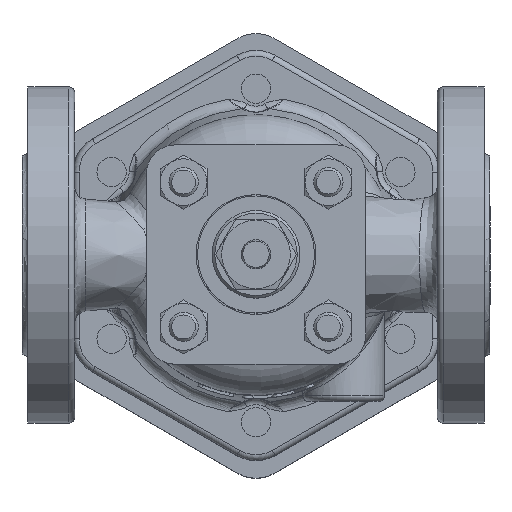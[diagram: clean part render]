
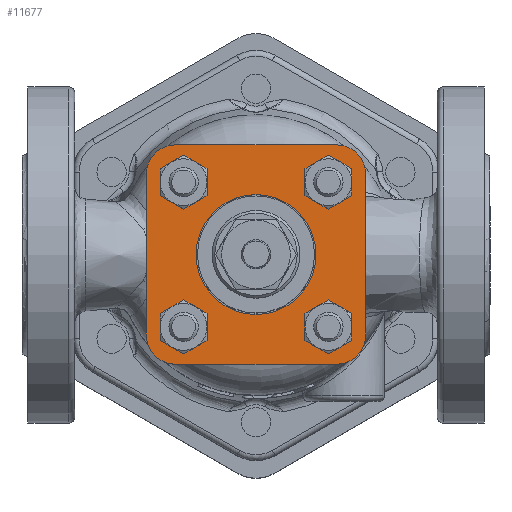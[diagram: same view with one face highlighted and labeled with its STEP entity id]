
A CAD part, top view. The second image highlights one B-rep face of the part: STEP entity #11677.
In plain terms, the highlighted planar face has unit normal (0, 0, 1).
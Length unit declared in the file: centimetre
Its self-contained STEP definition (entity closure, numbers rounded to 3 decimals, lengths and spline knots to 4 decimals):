
#1202=LINE('',#28430,#1792);
#1204=LINE('',#28433,#1794);
#1206=LINE('',#28436,#1796);
#1207=LINE('',#28438,#1797);
#1792=VECTOR('',#15508,5.5);
#1794=VECTOR('',#15512,5.5);
#1796=VECTOR('',#15516,5.5);
#1797=VECTOR('',#15519,5.5);
#2064=PLANE('',#12762);
#2423=FACE_BOUND('',#4199,.T.);
#2424=FACE_BOUND('',#4200,.T.);
#2425=FACE_BOUND('',#4201,.T.);
#2426=FACE_BOUND('',#4202,.T.);
#2427=FACE_BOUND('',#4203,.T.);
#3264=FACE_OUTER_BOUND('',#4198,.T.);
#4198=EDGE_LOOP('',(#10617,#10618,#10619,#10620,#10621,#10622,#10623,#10624));
#4199=EDGE_LOOP('',(#10625));
#4200=EDGE_LOOP('',(#10626));
#4201=EDGE_LOOP('',(#10627));
#4202=EDGE_LOOP('',(#10628));
#4203=EDGE_LOOP('',(#10629));
#4747=CIRCLE('',#12748,1.);
#4749=CIRCLE('',#12751,1.);
#4751=CIRCLE('',#12754,1.);
#4753=CIRCLE('',#12757,1.);
#4754=CIRCLE('',#12763,0.55);
#4755=CIRCLE('',#12764,0.55);
#4756=CIRCLE('',#12765,0.55);
#4757=CIRCLE('',#12766,0.55);
#4758=CIRCLE('',#12767,2.05);
#5802=VERTEX_POINT('',#28396);
#5803=VERTEX_POINT('',#28398);
#5806=VERTEX_POINT('',#28405);
#5807=VERTEX_POINT('',#28407);
#5810=VERTEX_POINT('',#28414);
#5811=VERTEX_POINT('',#28416);
#5814=VERTEX_POINT('',#28423);
#5815=VERTEX_POINT('',#28425);
#5816=VERTEX_POINT('',#28441);
#5817=VERTEX_POINT('',#28443);
#5818=VERTEX_POINT('',#28445);
#5819=VERTEX_POINT('',#28447);
#5820=VERTEX_POINT('',#28449);
#7403=EDGE_CURVE('',#5803,#5802,#4747,.T.);
#7407=EDGE_CURVE('',#5807,#5806,#4749,.T.);
#7411=EDGE_CURVE('',#5811,#5810,#4751,.T.);
#7415=EDGE_CURVE('',#5815,#5814,#4753,.T.);
#7418=EDGE_CURVE('',#5807,#5802,#1202,.T.);
#7420=EDGE_CURVE('',#5811,#5806,#1204,.T.);
#7422=EDGE_CURVE('',#5815,#5810,#1206,.T.);
#7423=EDGE_CURVE('',#5803,#5814,#1207,.T.);
#7425=EDGE_CURVE('',#5816,#5816,#4754,.T.);
#7426=EDGE_CURVE('',#5817,#5817,#4755,.T.);
#7427=EDGE_CURVE('',#5818,#5818,#4756,.T.);
#7428=EDGE_CURVE('',#5819,#5819,#4757,.T.);
#7429=EDGE_CURVE('',#5820,#5820,#4758,.T.);
#10617=ORIENTED_EDGE('',*,*,#7422,.F.);
#10618=ORIENTED_EDGE('',*,*,#7415,.T.);
#10619=ORIENTED_EDGE('',*,*,#7423,.F.);
#10620=ORIENTED_EDGE('',*,*,#7403,.T.);
#10621=ORIENTED_EDGE('',*,*,#7418,.F.);
#10622=ORIENTED_EDGE('',*,*,#7407,.T.);
#10623=ORIENTED_EDGE('',*,*,#7420,.F.);
#10624=ORIENTED_EDGE('',*,*,#7411,.T.);
#10625=ORIENTED_EDGE('',*,*,#7425,.T.);
#10626=ORIENTED_EDGE('',*,*,#7426,.T.);
#10627=ORIENTED_EDGE('',*,*,#7427,.T.);
#10628=ORIENTED_EDGE('',*,*,#7428,.T.);
#10629=ORIENTED_EDGE('',*,*,#7429,.T.);
#11677=ADVANCED_FACE('',(#3264,#2423,#2424,#2425,#2426,#2427),#2064,.F.);
#12748=AXIS2_PLACEMENT_3D('',#28399,#15478,#15479);
#12751=AXIS2_PLACEMENT_3D('',#28408,#15486,#15487);
#12754=AXIS2_PLACEMENT_3D('',#28417,#15494,#15495);
#12757=AXIS2_PLACEMENT_3D('',#28426,#15502,#15503);
#12762=AXIS2_PLACEMENT_3D('',#28440,#15521,#15522);
#12763=AXIS2_PLACEMENT_3D('',#28442,#15523,#15524);
#12764=AXIS2_PLACEMENT_3D('',#28444,#15525,#15526);
#12765=AXIS2_PLACEMENT_3D('',#28446,#15527,#15528);
#12766=AXIS2_PLACEMENT_3D('',#28448,#15529,#15530);
#12767=AXIS2_PLACEMENT_3D('',#28450,#15531,#15532);
#15478=DIRECTION('center_axis',(0.,0.,
1.));
#15479=DIRECTION('ref_axis',(1.,0.,0.));
#15486=DIRECTION('center_axis',(0.,0.,
1.));
#15487=DIRECTION('ref_axis',(1.,0.,0.));
#15494=DIRECTION('center_axis',(0.,0.,
1.));
#15495=DIRECTION('ref_axis',(1.,0.,0.));
#15502=DIRECTION('center_axis',(0.,0.,
1.));
#15503=DIRECTION('ref_axis',(1.,0.,0.));
#15508=DIRECTION('',(-1.,0.,0.));
#15512=DIRECTION('',(0.,-1.,0.));
#15516=DIRECTION('',(1.,0.,0.));
#15519=DIRECTION('',(0.,1.,0.));
#15521=DIRECTION('center_axis',(0.,0.,
-1.));
#15522=DIRECTION('ref_axis',(1.,0.,0.));
#15523=DIRECTION('center_axis',(0.,0.,
-1.));
#15524=DIRECTION('ref_axis',(1.,0.,0.));
#15525=DIRECTION('center_axis',(0.,0.,
-1.));
#15526=DIRECTION('ref_axis',(1.,0.,0.));
#15527=DIRECTION('center_axis',(0.,0.,
-1.));
#15528=DIRECTION('ref_axis',(1.,0.,0.));
#15529=DIRECTION('center_axis',(0.,0.,
-1.));
#15530=DIRECTION('ref_axis',(1.,0.,0.));
#15531=DIRECTION('center_axis',(0.,0.,
-1.));
#15532=DIRECTION('ref_axis',(1.,0.,0.));
#28396=CARTESIAN_POINT('',(-3.5422,-3.9862,17.3555));
#28398=CARTESIAN_POINT('',(-4.5422,-2.9862,17.3555));
#28399=CARTESIAN_POINT('Origin',(-3.5422,-2.9862,17.3555));
#28405=CARTESIAN_POINT('',(2.9578,-2.9862,17.3555));
#28407=CARTESIAN_POINT('',(1.9578,-3.9862,17.3555));
#28408=CARTESIAN_POINT('Origin',(1.9578,-2.9862,17.3555));
#28414=CARTESIAN_POINT('',(1.9578,3.5138,17.3555));
#28416=CARTESIAN_POINT('',(2.9578,2.5138,17.3555));
#28417=CARTESIAN_POINT('Origin',(1.9578,2.5138,17.3555));
#28423=CARTESIAN_POINT('',(-4.5422,2.5138,17.3555));
#28425=CARTESIAN_POINT('',(-3.5422,3.5138,17.3555));
#28426=CARTESIAN_POINT('Origin',(-3.5422,2.5138,17.3555));
#28430=CARTESIAN_POINT('',(-4.5422,-3.9862,17.3555));
#28433=CARTESIAN_POINT('',(2.9578,-3.9862,17.3555));
#28436=CARTESIAN_POINT('',(-4.5422,3.5138,17.3555));
#28438=CARTESIAN_POINT('',(-4.5422,-3.9862,17.3555));
#28440=CARTESIAN_POINT('Origin',(-4.5422,3.5138,17.3555));
#28441=CARTESIAN_POINT('',(-3.817,-2.7111,17.3555));
#28442=CARTESIAN_POINT('Origin',(-3.267,-2.7111,17.3555));
#28443=CARTESIAN_POINT('',(-3.817,2.2387,17.3555));
#28444=CARTESIAN_POINT('Origin',(-3.267,2.2387,17.3555));
#28445=CARTESIAN_POINT('',(1.1327,2.2387,17.3555));
#28446=CARTESIAN_POINT('Origin',(1.6827,2.2387,17.3555));
#28447=CARTESIAN_POINT('',(1.1327,-2.7111,17.3555));
#28448=CARTESIAN_POINT('Origin',(1.6827,-2.7111,17.3555));
#28449=CARTESIAN_POINT('',(-2.8422,-0.2362,17.3555));
#28450=CARTESIAN_POINT('Origin',(-0.7922,-0.2362,
17.3555));
